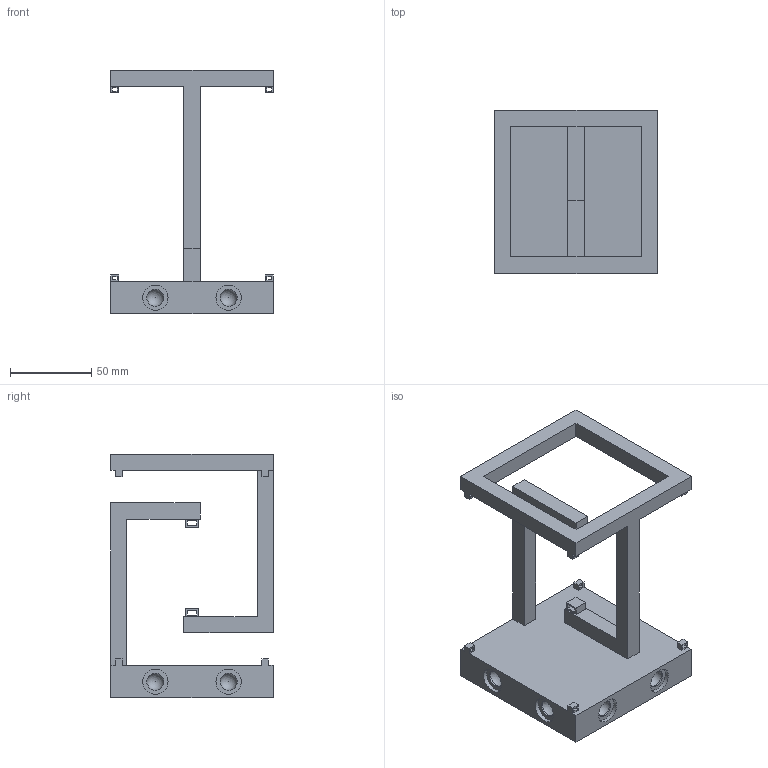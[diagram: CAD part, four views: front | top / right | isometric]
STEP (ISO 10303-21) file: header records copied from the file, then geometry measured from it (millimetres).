
FILE_DESCRIPTION(/* description */ (''),/* implementation_level */ '2;1');
FILE_NAME(/* name */ 'Floating tile_.step',/* time_stamp */ '2025-08-07T13:04:17+01:00',/* author */ (''),/* organization */ (''),/* preprocessor_version */ 'ST-DEVELOPER v20.1',/* originating_system */ 'Autodesk Translation Framework v14.10.0.0',/* authorisation */ '');
FILE_SCHEMA (('AUTOMOTIVE_DESIGN { 1 0 10303 214 3 1 1 }'));
Length unit declared in the file: millimetre
Products named in the file (1): 2025-07-30-18-22-19-022
Bounding box: 100 x 100 x 150 mm (x, y, z)
Volume: 258908.9 mm3; surface area: 57266.5 mm2
Topology: 2 solids, 2 shells, 141 faces, 376 edges, 248 vertices
Faces by surface type: plane 117, cylinder 16, sphere 8
Full cylindrical faces by diameter (mm): 10.5 x8, 15.5 x8
Entity records: 4369 total; most frequent: CARTESIAN_POINT 758, ORIENTED_EDGE 736, DIRECTION 692, EDGE_CURVE 368, LINE 328, VECTOR 328, VERTEX_POINT 248, AXIS2_PLACEMENT_3D 182
